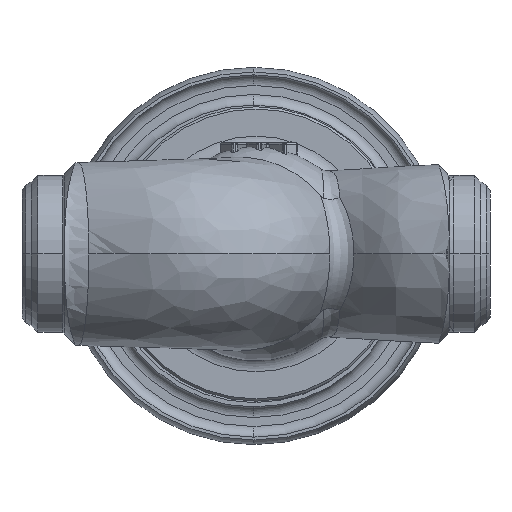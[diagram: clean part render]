
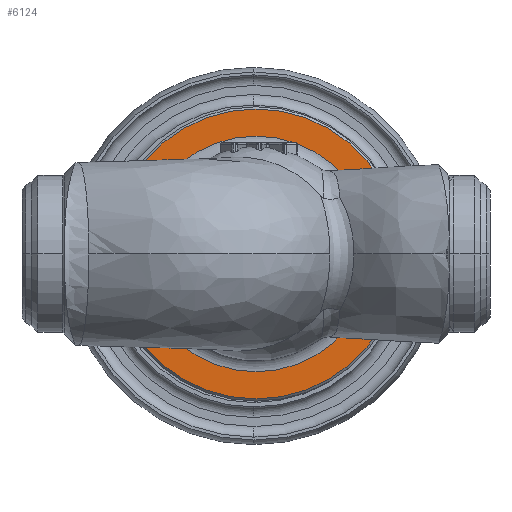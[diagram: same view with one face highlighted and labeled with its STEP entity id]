
A CAD part, front view. The second image highlights one B-rep face of the part: STEP entity #6124.
In plain terms, the highlighted planar face has unit normal (0, -1, 0).
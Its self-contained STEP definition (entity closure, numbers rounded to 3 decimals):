
#615 = VERTEX_POINT ( 'NONE', #30110 ) ;
#1209 = VERTEX_POINT ( 'NONE', #22298 ) ;
#1904 = EDGE_LOOP ( 'NONE', ( #23720, #27776 ) ) ;
#2696 = ORIENTED_EDGE ( 'NONE', *, *, #6653, .T. ) ;
#4192 = CARTESIAN_POINT ( 'NONE',  ( 0., 101., 0. ) ) ;
#6102 = CARTESIAN_POINT ( 'NONE',  ( 0., 101., 0. ) ) ;
#6124 = ADVANCED_FACE ( 'NONE', ( #20360, #13845 ), #10326, .T. ) ;
#6627 = DIRECTION ( 'NONE',  ( -1., 0., 0. ) ) ;
#6653 = EDGE_CURVE ( 'NONE', #615, #1209, #16492, .T. ) ;
#7888 = CARTESIAN_POINT ( 'NONE',  ( -97.5, 101., 0. ) ) ;
#8540 = DIRECTION ( 'NONE',  ( 1., 0., 0. ) ) ;
#8961 = AXIS2_PLACEMENT_3D ( 'NONE', #7888, #22420, #27459 ) ;
#9658 = AXIS2_PLACEMENT_3D ( 'NONE', #6102, #23206, #8540 ) ;
#10057 = CIRCLE ( 'NONE', #23614, 78.012 ) ;
#10326 = PLANE ( 'NONE',  #8961 ) ;
#11208 = CARTESIAN_POINT ( 'NONE',  ( 0., 101., 0. ) ) ;
#13656 = DIRECTION ( 'NONE',  ( 0., -1., 0. ) ) ;
#13676 = DIRECTION ( 'NONE',  ( -1., 0., 0. ) ) ;
#13845 = FACE_OUTER_BOUND ( 'NONE', #1904, .T. ) ;
#14962 = CARTESIAN_POINT ( 'NONE',  ( -96., 101., 0. ) ) ;
#16492 = CIRCLE ( 'NONE', #24037, 78.012 ) ;
#16754 = EDGE_CURVE ( 'NONE', #31130, #31708, #29396, .T. ) ;
#17213 = AXIS2_PLACEMENT_3D ( 'NONE', #28303, #13656, #30805 ) ;
#19315 = CARTESIAN_POINT ( 'NONE',  ( 96., 101., 0. ) ) ;
#20360 = FACE_BOUND ( 'NONE', #29544, .T. ) ;
#21270 = DIRECTION ( 'NONE',  ( 0., 1., 0. ) ) ;
#22298 = CARTESIAN_POINT ( 'NONE',  ( -78.012, 101., 0. ) ) ;
#22420 = DIRECTION ( 'NONE',  ( 0., -1., 0. ) ) ;
#23206 = DIRECTION ( 'NONE',  ( 0., -1., 0. ) ) ;
#23574 = CIRCLE ( 'NONE', #17213, 96. ) ;
#23614 = AXIS2_PLACEMENT_3D ( 'NONE', #4192, #21270, #6627 ) ;
#23720 = ORIENTED_EDGE ( 'NONE', *, *, #16754, .T. ) ;
#23869 = EDGE_CURVE ( 'NONE', #31708, #31130, #23574, .T. ) ;
#24037 = AXIS2_PLACEMENT_3D ( 'NONE', #11208, #28323, #13676 ) ;
#27459 = DIRECTION ( 'NONE',  ( 1., 0., 0. ) ) ;
#27776 = ORIENTED_EDGE ( 'NONE', *, *, #23869, .T. ) ;
#28303 = CARTESIAN_POINT ( 'NONE',  ( 0., 101., 0. ) ) ;
#28323 = DIRECTION ( 'NONE',  ( 0., 1., 0. ) ) ;
#29023 = EDGE_CURVE ( 'NONE', #1209, #615, #10057, .T. ) ;
#29396 = CIRCLE ( 'NONE', #9658, 96. ) ;
#29544 = EDGE_LOOP ( 'NONE', ( #31126, #2696 ) ) ;
#30110 = CARTESIAN_POINT ( 'NONE',  ( 78.012, 101., 0. ) ) ;
#30805 = DIRECTION ( 'NONE',  ( 1., 0., 0. ) ) ;
#31126 = ORIENTED_EDGE ( 'NONE', *, *, #29023, .T. ) ;
#31130 = VERTEX_POINT ( 'NONE', #14962 ) ;
#31708 = VERTEX_POINT ( 'NONE', #19315 ) ;
